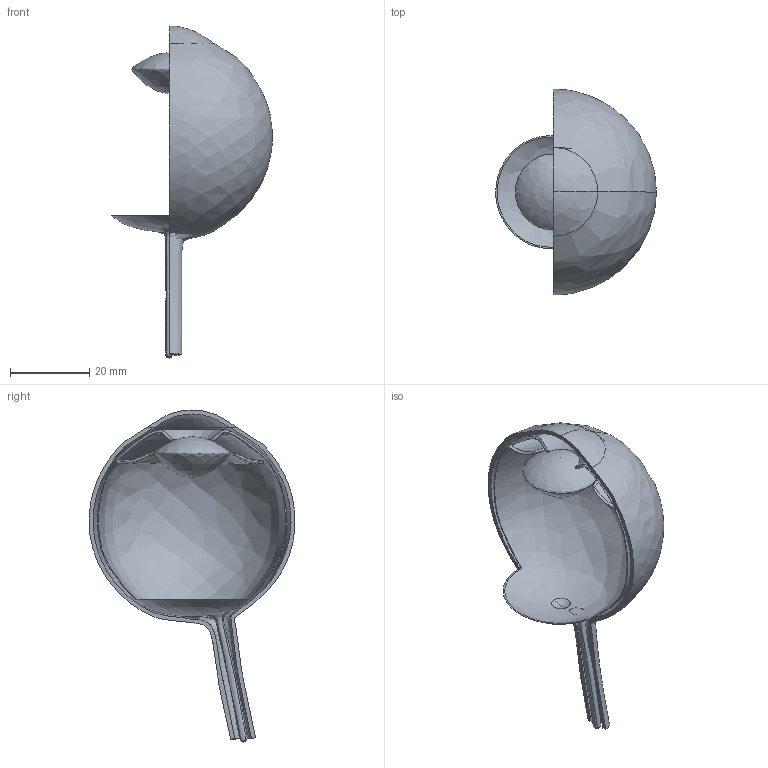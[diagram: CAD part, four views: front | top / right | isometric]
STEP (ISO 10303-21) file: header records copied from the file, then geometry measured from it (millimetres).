
FILE_DESCRIPTION(/* description */ (''),/* implementation_level */ '2;1');
FILE_NAME(/* name */ 'eyeball v10.step',/* time_stamp */ '2018-06-21T23:23:57-06:00',/* author */ ('snimpids'),/* organization */ (''),/* preprocessor_version */ 'ST-DEVELOPER v17',/* originating_system */ 'Autodesk Translation Framework v7.1.0.215',/* authorisation */ '');
FILE_SCHEMA (('AUTOMOTIVE_DESIGN { 1 0 10303 214 3 1 1 }'));
Length unit declared in the file: millimetre
Products named in the file (2): eyeball; Component1
Assembly tree (1 placements, depth 2):
  eyeball
    Component1
Bounding box: 40.56 x 52.01 x 83.88 mm (x, y, z)
Volume: 7903.7 mm3; surface area: 19042.9 mm2
Topology: 7 solids, 7 shells, 48 faces, 113 edges, 70 vertices
Faces by surface type: bspline 38, plane 8, cylinder 2
Entity records: 12120 total; most frequent: CARTESIAN_POINT 11298, ORIENTED_EDGE 210, EDGE_CURVE 105, B_SPLINE_CURVE_WITH_KNOTS 95, VERTEX_POINT 70, FACE_OUTER_BOUND 48, EDGE_LOOP 48, ADVANCED_FACE 48
